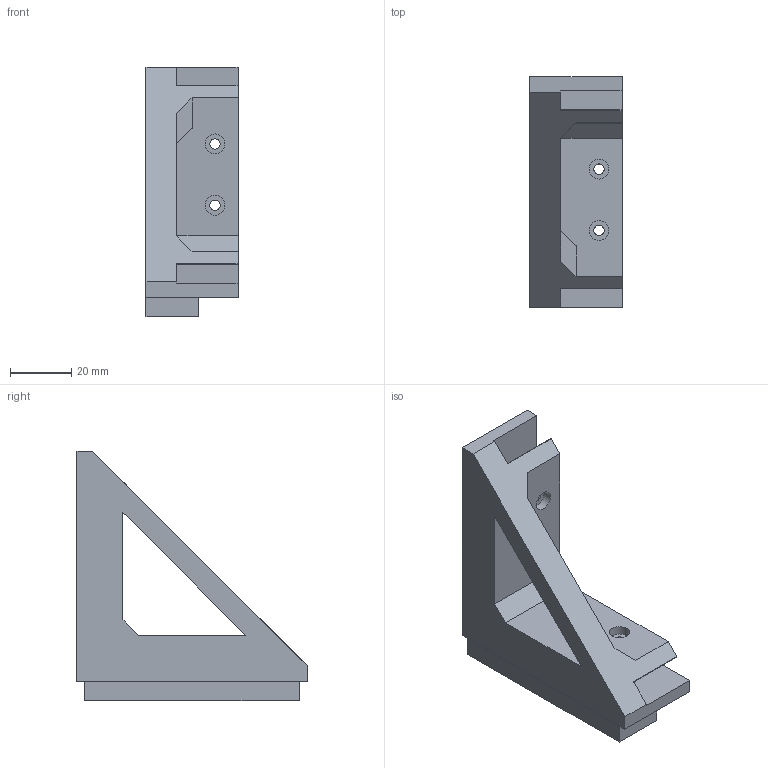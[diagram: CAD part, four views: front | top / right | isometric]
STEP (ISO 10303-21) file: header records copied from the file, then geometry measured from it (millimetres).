
FILE_DESCRIPTION(/* description */ ('STEP AP242','CAx-IF Rec.Pracs.---Representation and Presentation of Product Manufacturing Information (PMI)---4.0---2014-10-13','CAx-IF Rec.Pracs.---3D Tessellated Geometry---0.4---2014-09-14','2;1'),/* implementation_level */ '2;1');
FILE_NAME(/* name */ '6753f6795c53bb69e77370bb',/* time_stamp */ '2024-12-07T07:17:13Z',/* author */ (''),/* organization */ (''),/* preprocessor_version */ 'ST-DEVELOPER v20',/* originating_system */ 'ONSHAPE BY PTC INC, 1.190',/* authorisation */ ' ');
FILE_SCHEMA (('AP242_MANAGED_MODEL_BASED_3D_ENGINEERING_MIM_LF { 1 0 10303 442 1 1 4 }'));
Length unit declared in the file: metre
Products named in the file (3): Left Triangle Brace Copy 1; Part 1; Part 2
Assembly tree (2 placements, depth 2):
  Left Triangle Brace Copy 1
    Part 1
    Part 2
Bounding box: 30 x 75 x 81.35 mm (x, y, z)
Volume: 53412.3 mm3; surface area: 23084.6 mm2
Topology: 2 solids, 2 shells, 44 faces, 113 edges, 76 vertices
Faces by surface type: plane 32, cylinder 8, cone 4
Full cylindrical faces by diameter (mm): 3.4 x4, 6.5 x4
Entity records: 1363 total; most frequent: CARTESIAN_POINT 220, DIRECTION 217, ORIENTED_EDGE 198, EDGE_CURVE 99, EDGE_LOOP 77, FACE_BOUND 77, LINE 75, VECTOR 75
